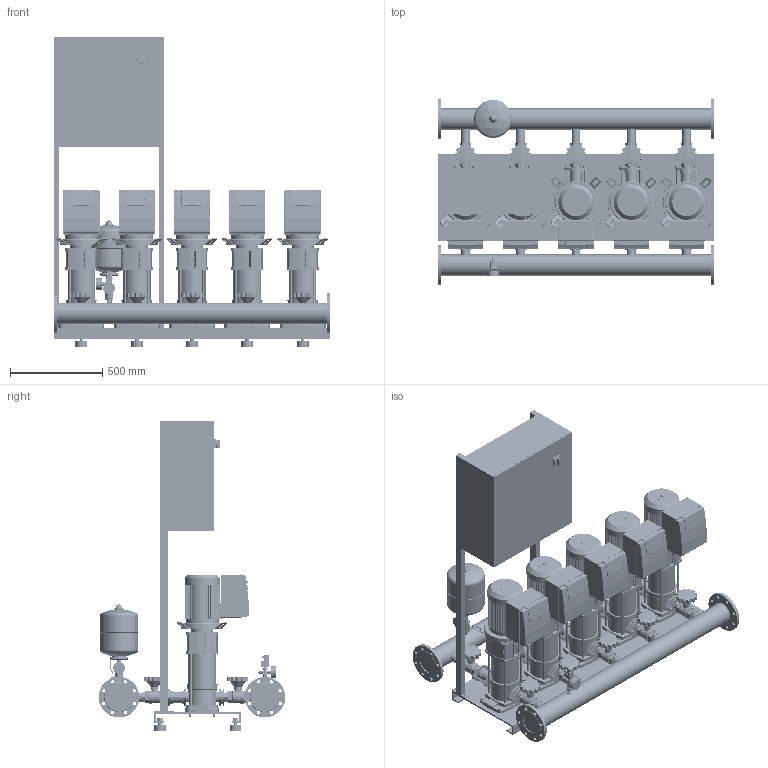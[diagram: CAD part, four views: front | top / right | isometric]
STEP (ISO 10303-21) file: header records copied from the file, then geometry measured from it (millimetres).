
FILE_DESCRIPTION((''),'2;1');
FILE_NAME('3d_COR-5HELIXVE1003_K_CCE-01-2539347.stp','2015-10-05T07:17:22',(''),(''),'Mechanical Desktop 2009','Mechanical Desktop 2009',', , ');
FILE_SCHEMA(('CONFIG_CONTROL_DESIGN'));
Length unit declared in the file: millimetre
Products named in the file (1): Product
Bounding box: 1500 x 1012 x 1685 mm (x, y, z)
Volume: 279979796 mm3; surface area: 15044121.6 mm2
Topology: 285 solids, 285 shells, 7756 faces, 19875 edges, 12930 vertices
Faces by surface type: bspline 2748, plane 2443, cylinder 2072, cone 285, torus 162, sphere 46
Entity records: 262525 total; most frequent: CARTESIAN_POINT 78455, ORIENTED_EDGE 39566, DIRECTION 35714, EDGE_CURVE 19783, VERTEX_POINT 12923, AXIS2_PLACEMENT_3D 12022, VECTOR 11670, LINE 11670
